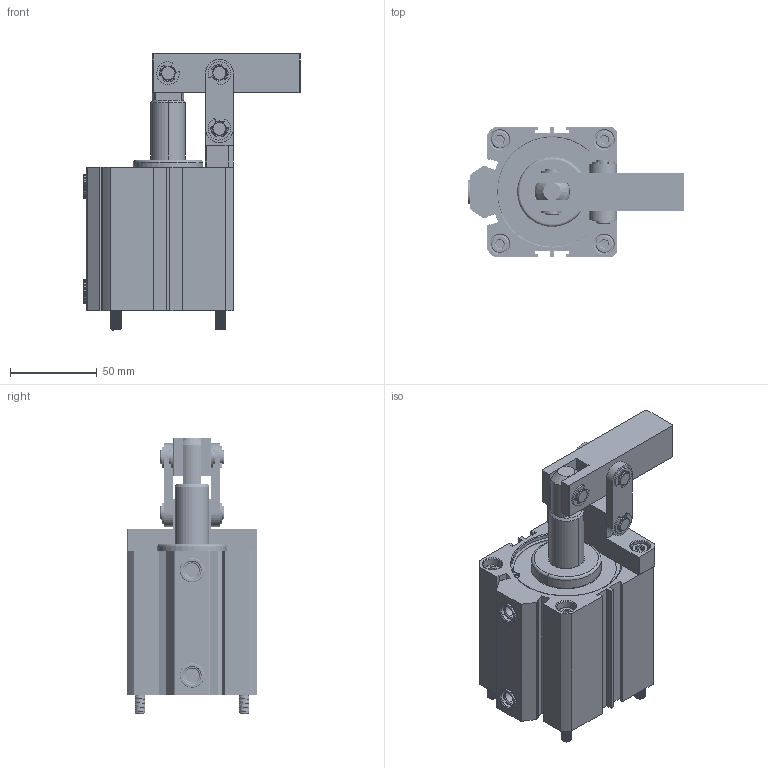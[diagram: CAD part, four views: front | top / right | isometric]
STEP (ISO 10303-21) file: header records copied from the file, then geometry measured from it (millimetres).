
FILE_DESCRIPTION (( 'STEP AP214' ), '1' );
FILE_NAME ('CALC-MS63杠杆空压缸三维图.STEP', '2019-04-14T07:41:31', ( '' ), ( '' ), 'SwSTEP 2.0', 'SolidWorks 2016', '' );
FILE_SCHEMA (( 'AUTOMOTIVE_DESIGN' ));
Length unit declared in the file: millimetre
Products named in the file (15): 葩璃 M663; 傻; 566777; 1x4黑芛MS63; 蛌婥赻; 綴裔11; 63bengti; 前盖亅_1; 63揤旋; M663; 63蟀裝; 4542; 縐縐縐; 63酗; CALC-MS63杠杆空压缸三维图
Assembly tree (25 placements, depth 2):
  CALC-MS63杠杆空压缸三维图
    63酗  x2
    縐縐縐  x6
    4542  x2
    63蟀裝  x2
    M663  x2
    63揤旋
    前盖亅_1
    63bengti
    綴裔11
    蛌婥赻
    1x4黑芛MS63  x2
    566777
    傻
    葩璃 M663  x2
Bounding box: 124.5 x 75 x 158.68 mm (x, y, z)
Volume: 336776.8 mm3; surface area: 125644.2 mm2
Topology: 21 solids, 25 shells, 1210 faces, 3201 edges, 2077 vertices
Faces by surface type: cylinder 761, plane 282, cone 106, bspline 41, torus 20
Entity records: 50403 total; most frequent: CARTESIAN_POINT 32941, ORIENTED_EDGE 3838, DIRECTION 3200, EDGE_CURVE 1921, VERTEX_POINT 1241, AXIS2_PLACEMENT_3D 1170, LINE 860, VECTOR 860
